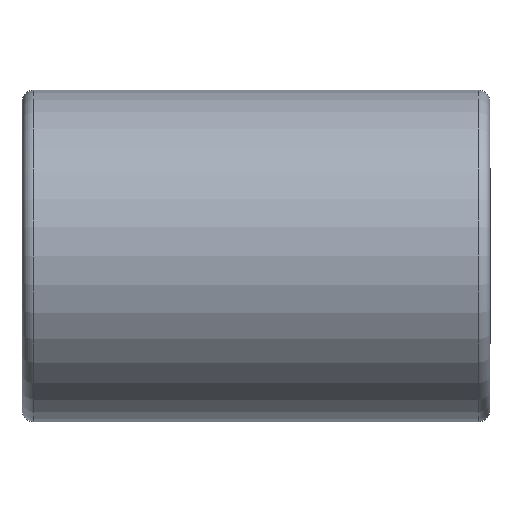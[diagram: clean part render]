
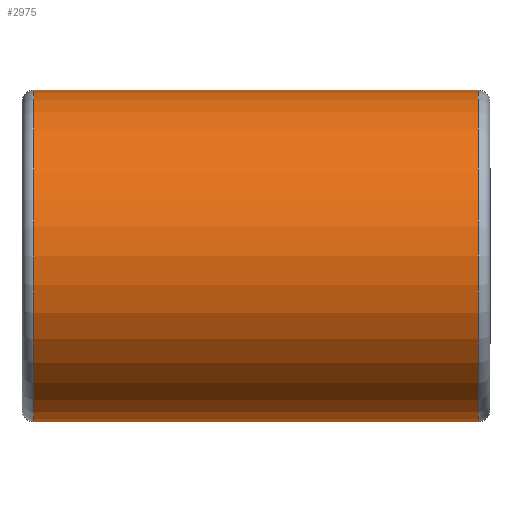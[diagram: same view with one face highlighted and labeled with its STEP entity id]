
A CAD part, front view. The second image highlights one B-rep face of the part: STEP entity #2975.
In plain terms, the highlighted cylindrical face has radius 42.5 mm (diameter 85 mm), a partial arc.
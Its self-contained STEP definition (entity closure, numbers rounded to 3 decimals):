
#189 = EDGE_CURVE ( 'NONE', #4493, #3241, #2689, .T. ) ;
#310 = DIRECTION ( 'NONE',  ( -1., 0., 0. ) ) ;
#336 = CARTESIAN_POINT ( 'NONE',  ( 117., 0., 0. ) ) ;
#457 = ORIENTED_EDGE ( 'NONE', *, *, #189, .F. ) ;
#479 = LINE ( 'NONE', #2632, #1562 ) ;
#567 = CARTESIAN_POINT ( 'NONE',  ( 117., 0., -42.5 ) ) ;
#824 = CARTESIAN_POINT ( 'NONE',  ( 3., 0., -42.5 ) ) ;
#887 = CYLINDRICAL_SURFACE ( 'NONE', #2781, 42.5 ) ;
#1006 = CARTESIAN_POINT ( 'NONE',  ( 117., 0., 42.5 ) ) ;
#1562 = VECTOR ( 'NONE', #310, 1000. ) ;
#1893 = VECTOR ( 'NONE', #4019, 1000. ) ;
#2063 = ORIENTED_EDGE ( 'NONE', *, *, #4888, .T. ) ;
#2068 = AXIS2_PLACEMENT_3D ( 'NONE', #3138, #3395, #3435 ) ;
#2330 = CIRCLE ( 'NONE', #3874, 42.5 ) ;
#2424 = ORIENTED_EDGE ( 'NONE', *, *, #3677, .T. ) ;
#2429 = EDGE_LOOP ( 'NONE', ( #457, #3868, #2424, #2063 ) ) ;
#2632 = CARTESIAN_POINT ( 'NONE',  ( 0., 0., 42.5 ) ) ;
#2689 = LINE ( 'NONE', #5087, #1893 ) ;
#2781 = AXIS2_PLACEMENT_3D ( 'NONE', #4561, #4612, #3648 ) ;
#2975 = ADVANCED_FACE ( 'NONE', ( #3117 ), #887, .T. ) ;
#3037 = DIRECTION ( 'NONE',  ( -1., 0., 0. ) ) ;
#3117 = FACE_OUTER_BOUND ( 'NONE', #2429, .T. ) ;
#3138 = CARTESIAN_POINT ( 'NONE',  ( 3., 0., 0. ) ) ;
#3241 = VERTEX_POINT ( 'NONE', #824 ) ;
#3286 = CARTESIAN_POINT ( 'NONE',  ( 3., 0., 42.5 ) ) ;
#3395 = DIRECTION ( 'NONE',  ( 1., 0., 0. ) ) ;
#3435 = DIRECTION ( 'NONE',  ( 0., 0., -1. ) ) ;
#3450 = DIRECTION ( 'NONE',  ( 0., 0., 1. ) ) ;
#3648 = DIRECTION ( 'NONE',  ( 0., 0., 1. ) ) ;
#3677 = EDGE_CURVE ( 'NONE', #4001, #4158, #479, .T. ) ;
#3868 = ORIENTED_EDGE ( 'NONE', *, *, #4715, .T. ) ;
#3874 = AXIS2_PLACEMENT_3D ( 'NONE', #336, #3037, #3450 ) ;
#4001 = VERTEX_POINT ( 'NONE', #1006 ) ;
#4019 = DIRECTION ( 'NONE',  ( -1., 0., 0. ) ) ;
#4158 = VERTEX_POINT ( 'NONE', #3286 ) ;
#4493 = VERTEX_POINT ( 'NONE', #567 ) ;
#4561 = CARTESIAN_POINT ( 'NONE',  ( 0., 0., 0. ) ) ;
#4612 = DIRECTION ( 'NONE',  ( -1., 0., 0. ) ) ;
#4626 = CIRCLE ( 'NONE', #2068, 42.5 ) ;
#4715 = EDGE_CURVE ( 'NONE', #4493, #4001, #2330, .T. ) ;
#4888 = EDGE_CURVE ( 'NONE', #4158, #3241, #4626, .T. ) ;
#5087 = CARTESIAN_POINT ( 'NONE',  ( 0., 0., -42.5 ) ) ;
